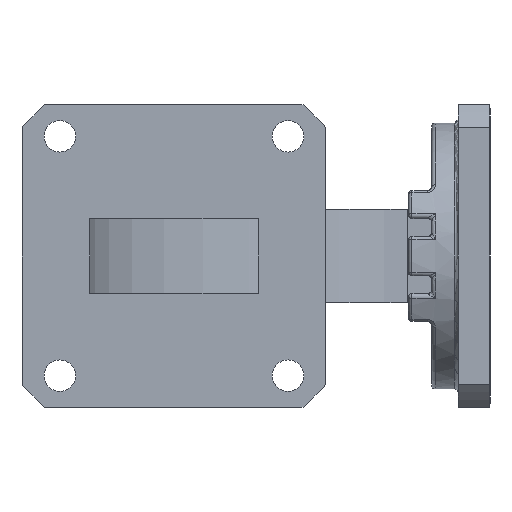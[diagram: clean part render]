
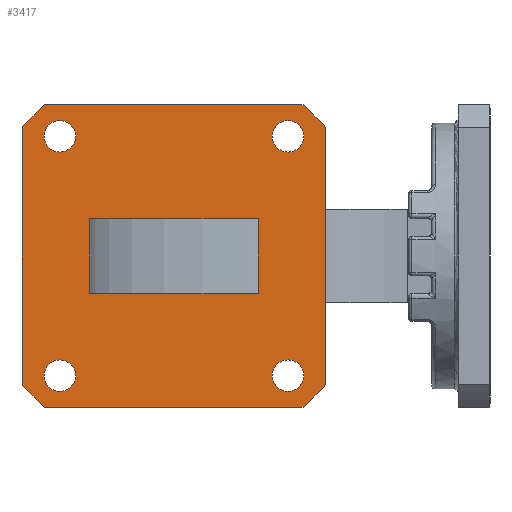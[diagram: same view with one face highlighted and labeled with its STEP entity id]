
A CAD part, left-side view. The second image highlights one B-rep face of the part: STEP entity #3417.
In plain terms, the highlighted planar face has unit normal (-1, 0, 0).
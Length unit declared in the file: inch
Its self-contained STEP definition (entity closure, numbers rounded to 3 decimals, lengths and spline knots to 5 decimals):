
#52 = CARTESIAN_POINT ( 'NONE',  ( 0., 0.6945, 0.64 ) ) ;
#174 = FACE_OUTER_BOUND ( 'NONE', #8218, .T. ) ;
#397 = EDGE_CURVE ( 'NONE', #2201, #5343, #7148, .T. ) ;
#486 = DIRECTION ( 'NONE',  ( 1., 0., 0. ) ) ;
#573 = DIRECTION ( 'NONE',  ( 0., 0., 1. ) ) ;
#575 = CARTESIAN_POINT ( 'NONE',  ( 0., 0., 0. ) ) ;
#632 = CARTESIAN_POINT ( 'NONE',  ( 0., 0.8125, 0.68465 ) ) ;
#682 = AXIS2_PLACEMENT_3D ( 'NONE', #3123, #7302, #12722 ) ;
#821 = CARTESIAN_POINT ( 'NONE',  ( 0., 0., 0.8125 ) ) ;
#952 = ORIENTED_EDGE ( 'NONE', *, *, #8050, .F. ) ;
#974 = LINE ( 'NONE', #9172, #9268 ) ;
#1019 = DIRECTION ( 'NONE',  ( 1., 0., 0. ) ) ;
#1074 = EDGE_CURVE ( 'NONE', #13215, #13215, #8342, .T. ) ;
#1301 = LINE ( 'NONE', #10342, #10770 ) ;
#1307 = VERTEX_POINT ( 'NONE', #5267 ) ;
#1498 = AXIS2_PLACEMENT_3D ( 'NONE', #9917, #4453, #12004 ) ;
#1577 = VERTEX_POINT ( 'NONE', #12012 ) ;
#1582 = DIRECTION ( 'NONE',  ( 0., 1., 0. ) ) ;
#1775 = ORIENTED_EDGE ( 'NONE', *, *, #1782, .F. ) ;
#1782 = EDGE_CURVE ( 'NONE', #10718, #1307, #4128, .T. ) ;
#2119 = ORIENTED_EDGE ( 'NONE', *, *, #5789, .F. ) ;
#2127 = CARTESIAN_POINT ( 'NONE',  ( 0., 0.45, 0.2 ) ) ;
#2177 = FACE_BOUND ( 'NONE', #6095, .T. ) ;
#2201 = VERTEX_POINT ( 'NONE', #2127 ) ;
#2225 = AXIS2_PLACEMENT_3D ( 'NONE', #5333, #1019, #12880 ) ;
#2326 = CIRCLE ( 'NONE', #8242, 0.0845 ) ;
#2398 = DIRECTION ( 'NONE',  ( -1., 0., 0. ) ) ;
#2441 = EDGE_CURVE ( 'NONE', #9232, #2201, #7965, .T. ) ;
#2446 = DIRECTION ( 'NONE',  ( 0., 1., 0. ) ) ;
#2514 = DIRECTION ( 'NONE',  ( 0., 0., -1. ) ) ;
#2758 = EDGE_CURVE ( 'NONE', #11113, #9232, #9496, .T. ) ;
#2885 = AXIS2_PLACEMENT_3D ( 'NONE', #8589, #5432, #12974 ) ;
#3031 = ORIENTED_EDGE ( 'NONE', *, *, #6801, .F. ) ;
#3060 = CARTESIAN_POINT ( 'NONE',  ( 0., 0.8125, 0. ) ) ;
#3123 = CARTESIAN_POINT ( 'NONE',  ( 0., -0.61, -0.64 ) ) ;
#3130 = CARTESIAN_POINT ( 'NONE',  ( 0., -0.68465, 0.8125 ) ) ;
#3166 = VERTEX_POINT ( 'NONE', #632 ) ;
#3234 = AXIS2_PLACEMENT_3D ( 'NONE', #12615, #10589, #13721 ) ;
#3237 = VECTOR ( 'NONE', #12647, 39.37008 ) ;
#3328 = CARTESIAN_POINT ( 'NONE',  ( 0., -0.5255, -0.64 ) ) ;
#3383 = CARTESIAN_POINT ( 'NONE',  ( 0., -0.5255, 0.64 ) ) ;
#3417 = ADVANCED_FACE ( 'NONE', ( #13363, #174, #2177, #5748, #10480, #7758 ), #6195, .T. ) ;
#3782 = CARTESIAN_POINT ( 'NONE',  ( 0., -0.45, 0.2 ) ) ;
#4014 = VERTEX_POINT ( 'NONE', #4794 ) ;
#4128 = CIRCLE ( 'NONE', #2885, 1.0625 ) ;
#4453 = DIRECTION ( 'NONE',  ( -1., 0., 0. ) ) ;
#4592 = EDGE_CURVE ( 'NONE', #1307, #1577, #13853, .T. ) ;
#4712 = EDGE_CURVE ( 'NONE', #10826, #10826, #5038, .T. ) ;
#4794 = CARTESIAN_POINT ( 'NONE',  ( 0., -0.8125, 0.68465 ) ) ;
#4970 = AXIS2_PLACEMENT_3D ( 'NONE', #9879, #12103, #2446 ) ;
#5038 = CIRCLE ( 'NONE', #4970, 0.0845 ) ;
#5070 = EDGE_CURVE ( 'NONE', #5343, #11113, #974, .T. ) ;
#5140 = CARTESIAN_POINT ( 'NONE',  ( 0., 0.68465, 0.8125 ) ) ;
#5267 = CARTESIAN_POINT ( 'NONE',  ( 0., -0.68465, -0.8125 ) ) ;
#5333 = CARTESIAN_POINT ( 'NONE',  ( 0., 0., 0. ) ) ;
#5343 = VERTEX_POINT ( 'NONE', #3782 ) ;
#5406 = ORIENTED_EDGE ( 'NONE', *, *, #4592, .F. ) ;
#5432 = DIRECTION ( 'NONE',  ( 1., 0., 0. ) ) ;
#5655 = CIRCLE ( 'NONE', #682, 0.0845 ) ;
#5748 = FACE_BOUND ( 'NONE', #9936, .T. ) ;
#5789 = EDGE_CURVE ( 'NONE', #4014, #10718, #1301, .T. ) ;
#5991 = VECTOR ( 'NONE', #9357, 39.37008 ) ;
#6026 = CARTESIAN_POINT ( 'NONE',  ( 0., -0.45, 0.2 ) ) ;
#6095 = EDGE_LOOP ( 'NONE', ( #952 ) ) ;
#6195 = PLANE ( 'NONE',  #3234 ) ;
#6801 = EDGE_CURVE ( 'NONE', #13850, #4014, #10797, .T. ) ;
#6990 = EDGE_CURVE ( 'NONE', #13423, #13850, #10627, .T. ) ;
#6993 = ORIENTED_EDGE ( 'NONE', *, *, #2441, .T. ) ;
#7054 = EDGE_CURVE ( 'NONE', #1577, #7074, #12845, .T. ) ;
#7074 = VERTEX_POINT ( 'NONE', #13445 ) ;
#7148 = LINE ( 'NONE', #6026, #5991 ) ;
#7247 = ORIENTED_EDGE ( 'NONE', *, *, #1074, .F. ) ;
#7302 = DIRECTION ( 'NONE',  ( -1., 0., 0. ) ) ;
#7668 = CARTESIAN_POINT ( 'NONE',  ( 0., -0.61, 0.64 ) ) ;
#7758 = FACE_BOUND ( 'NONE', #13678, .T. ) ;
#7965 = LINE ( 'NONE', #9671, #12533 ) ;
#8050 = EDGE_CURVE ( 'NONE', #11682, #11682, #2326, .T. ) ;
#8201 = ORIENTED_EDGE ( 'NONE', *, *, #397, .T. ) ;
#8218 = EDGE_LOOP ( 'NONE', ( #2119, #3031, #12381, #13982, #11222, #11048, #5406, #1775 ) ) ;
#8242 = AXIS2_PLACEMENT_3D ( 'NONE', #7668, #2398, #11054 ) ;
#8301 = LINE ( 'NONE', #3060, #3237 ) ;
#8342 = CIRCLE ( 'NONE', #1498, 0.0845 ) ;
#8343 = CIRCLE ( 'NONE', #2225, 1.0625 ) ;
#8450 = ORIENTED_EDGE ( 'NONE', *, *, #4712, .F. ) ;
#8589 = CARTESIAN_POINT ( 'NONE',  ( 0., 0., 0. ) ) ;
#9172 = CARTESIAN_POINT ( 'NONE',  ( 0., -0.45, 0.2 ) ) ;
#9232 = VERTEX_POINT ( 'NONE', #14033 ) ;
#9268 = VECTOR ( 'NONE', #2514, 39.37008 ) ;
#9271 = DIRECTION ( 'NONE',  ( 0., 0., -1. ) ) ;
#9357 = DIRECTION ( 'NONE',  ( 0., -1., 0. ) ) ;
#9429 = AXIS2_PLACEMENT_3D ( 'NONE', #13779, #10498, #9512 ) ;
#9496 = LINE ( 'NONE', #13079, #11690 ) ;
#9512 = DIRECTION ( 'NONE',  ( 0., 1., 0. ) ) ;
#9651 = VERTEX_POINT ( 'NONE', #3328 ) ;
#9671 = CARTESIAN_POINT ( 'NONE',  ( 0., 0.45, 0.2 ) ) ;
#9879 = CARTESIAN_POINT ( 'NONE',  ( 0., 0.61, -0.64 ) ) ;
#9917 = CARTESIAN_POINT ( 'NONE',  ( 0., 0.61, 0.64 ) ) ;
#9936 = EDGE_LOOP ( 'NONE', ( #7247 ) ) ;
#10234 = EDGE_LOOP ( 'NONE', ( #13620, #12026, #6993, #8201 ) ) ;
#10342 = CARTESIAN_POINT ( 'NONE',  ( 0., -0.8125, 0. ) ) ;
#10480 = FACE_BOUND ( 'NONE', #11004, .T. ) ;
#10487 = EDGE_CURVE ( 'NONE', #9651, #9651, #5655, .T. ) ;
#10498 = DIRECTION ( 'NONE',  ( 1., 0., 0. ) ) ;
#10589 = DIRECTION ( 'NONE',  ( -1., 0., 0. ) ) ;
#10627 = LINE ( 'NONE', #821, #12988 ) ;
#10718 = VERTEX_POINT ( 'NONE', #12146 ) ;
#10770 = VECTOR ( 'NONE', #9271, 39.37008 ) ;
#10797 = CIRCLE ( 'NONE', #9429, 1.0625 ) ;
#10826 = VERTEX_POINT ( 'NONE', #13146 ) ;
#10854 = DIRECTION ( 'NONE',  ( 0., 1., 0. ) ) ;
#10973 = VECTOR ( 'NONE', #11299, 39.37008 ) ;
#10979 = EDGE_CURVE ( 'NONE', #3166, #13423, #8343, .T. ) ;
#11004 = EDGE_LOOP ( 'NONE', ( #8450 ) ) ;
#11048 = ORIENTED_EDGE ( 'NONE', *, *, #7054, .F. ) ;
#11054 = DIRECTION ( 'NONE',  ( 0., 1., 0. ) ) ;
#11113 = VERTEX_POINT ( 'NONE', #13120 ) ;
#11222 = ORIENTED_EDGE ( 'NONE', *, *, #13429, .F. ) ;
#11299 = DIRECTION ( 'NONE',  ( 0., 1., 0. ) ) ;
#11682 = VERTEX_POINT ( 'NONE', #3383 ) ;
#11690 = VECTOR ( 'NONE', #10854, 39.37008 ) ;
#12004 = DIRECTION ( 'NONE',  ( 0., 1., 0. ) ) ;
#12012 = CARTESIAN_POINT ( 'NONE',  ( 0., 0.68465, -0.8125 ) ) ;
#12026 = ORIENTED_EDGE ( 'NONE', *, *, #2758, .T. ) ;
#12103 = DIRECTION ( 'NONE',  ( -1., 0., 0. ) ) ;
#12146 = CARTESIAN_POINT ( 'NONE',  ( 0., -0.8125, -0.68465 ) ) ;
#12381 = ORIENTED_EDGE ( 'NONE', *, *, #6990, .F. ) ;
#12470 = CARTESIAN_POINT ( 'NONE',  ( 0., 0., -0.8125 ) ) ;
#12533 = VECTOR ( 'NONE', #573, 39.37008 ) ;
#12615 = CARTESIAN_POINT ( 'NONE',  ( 0., 0., 0. ) ) ;
#12647 = DIRECTION ( 'NONE',  ( 0., 0., 1. ) ) ;
#12722 = DIRECTION ( 'NONE',  ( 0., 1., 0. ) ) ;
#12845 = CIRCLE ( 'NONE', #13603, 1.0625 ) ;
#12880 = DIRECTION ( 'NONE',  ( 0., 1., 0. ) ) ;
#12974 = DIRECTION ( 'NONE',  ( 0., 1., 0. ) ) ;
#12988 = VECTOR ( 'NONE', #13833, 39.37008 ) ;
#13079 = CARTESIAN_POINT ( 'NONE',  ( 0., -0.45, -0.2 ) ) ;
#13120 = CARTESIAN_POINT ( 'NONE',  ( 0., -0.45, -0.2 ) ) ;
#13146 = CARTESIAN_POINT ( 'NONE',  ( 0., 0.6945, -0.64 ) ) ;
#13215 = VERTEX_POINT ( 'NONE', #52 ) ;
#13363 = FACE_BOUND ( 'NONE', #10234, .T. ) ;
#13423 = VERTEX_POINT ( 'NONE', #5140 ) ;
#13429 = EDGE_CURVE ( 'NONE', #7074, #3166, #8301, .T. ) ;
#13445 = CARTESIAN_POINT ( 'NONE',  ( 0., 0.8125, -0.68465 ) ) ;
#13603 = AXIS2_PLACEMENT_3D ( 'NONE', #575, #486, #1582 ) ;
#13620 = ORIENTED_EDGE ( 'NONE', *, *, #5070, .T. ) ;
#13678 = EDGE_LOOP ( 'NONE', ( #13820 ) ) ;
#13721 = DIRECTION ( 'NONE',  ( 0., 0., 1. ) ) ;
#13779 = CARTESIAN_POINT ( 'NONE',  ( 0., 0., 0. ) ) ;
#13820 = ORIENTED_EDGE ( 'NONE', *, *, #10487, .F. ) ;
#13833 = DIRECTION ( 'NONE',  ( 0., -1., 0. ) ) ;
#13850 = VERTEX_POINT ( 'NONE', #3130 ) ;
#13853 = LINE ( 'NONE', #12470, #10973 ) ;
#13982 = ORIENTED_EDGE ( 'NONE', *, *, #10979, .F. ) ;
#14033 = CARTESIAN_POINT ( 'NONE',  ( 0., 0.45, -0.2 ) ) ;
